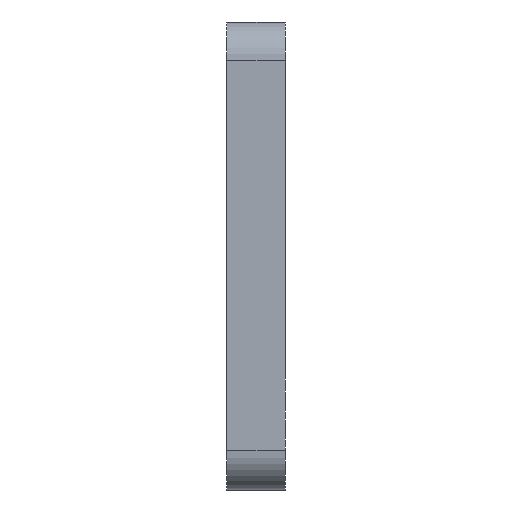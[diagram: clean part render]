
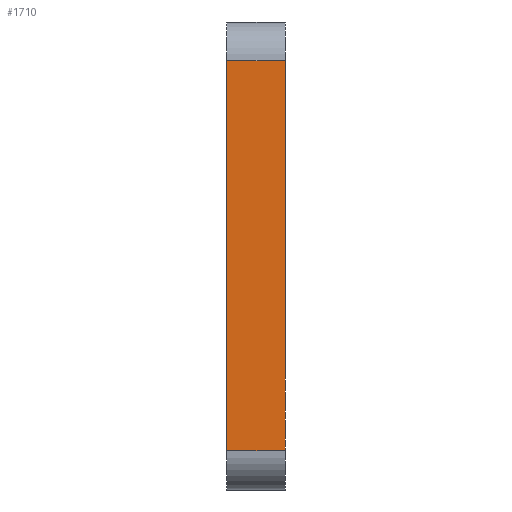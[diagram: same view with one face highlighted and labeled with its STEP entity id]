
A CAD part, left-side view. The second image highlights one B-rep face of the part: STEP entity #1710.
In plain terms, the highlighted planar face has unit normal (-1, 0, 0).
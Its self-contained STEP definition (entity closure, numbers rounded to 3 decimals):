
#151 = DIRECTION ( 'NONE',  ( 0., 1., 0. ) ) ;
#165 = CARTESIAN_POINT ( 'NONE',  ( 0., 1.5, 12. ) ) ;
#259 = AXIS2_PLACEMENT_3D ( 'NONE', #2225, #2400, #1285 ) ;
#306 = ORIENTED_EDGE ( 'NONE', *, *, #499, .F. ) ;
#357 = VECTOR ( 'NONE', #755, 1000. ) ;
#424 = VECTOR ( 'NONE', #151, 1000. ) ;
#425 = FACE_OUTER_BOUND ( 'NONE', #965, .T. ) ;
#499 = EDGE_CURVE ( 'NONE', #1411, #2424, #1439, .T. ) ;
#552 = LINE ( 'NONE', #1103, #424 ) ;
#608 = ORIENTED_EDGE ( 'NONE', *, *, #1286, .F. ) ;
#690 = CARTESIAN_POINT ( 'NONE',  ( 0., 1.5, -10. ) ) ;
#755 = DIRECTION ( 'NONE',  ( 0., 0., -1. ) ) ;
#774 = VECTOR ( 'NONE', #1614, 1000. ) ;
#841 = CARTESIAN_POINT ( 'NONE',  ( 0., 0., -10. ) ) ;
#857 = CARTESIAN_POINT ( 'NONE',  ( 0., -1.5, -10. ) ) ;
#893 = PLANE ( 'NONE',  #259 ) ;
#942 = CARTESIAN_POINT ( 'NONE',  ( 0., -1.5, 12. ) ) ;
#965 = EDGE_LOOP ( 'NONE', ( #608, #1429, #306, #2347 ) ) ;
#1103 = CARTESIAN_POINT ( 'NONE',  ( 0., 0., 10. ) ) ;
#1193 = CARTESIAN_POINT ( 'NONE',  ( 0., -1.5, 10. ) ) ;
#1197 = EDGE_CURVE ( 'NONE', #1411, #1960, #552, .T. ) ;
#1285 = DIRECTION ( 'NONE',  ( 0., 0., -1. ) ) ;
#1286 = EDGE_CURVE ( 'NONE', #1652, #1960, #1448, .T. ) ;
#1411 = VERTEX_POINT ( 'NONE', #1193 ) ;
#1429 = ORIENTED_EDGE ( 'NONE', *, *, #2265, .T. ) ;
#1439 = LINE ( 'NONE', #942, #357 ) ;
#1448 = LINE ( 'NONE', #165, #1834 ) ;
#1512 = DIRECTION ( 'NONE',  ( 0., 0., 1. ) ) ;
#1614 = DIRECTION ( 'NONE',  ( 0., -1., 0. ) ) ;
#1652 = VERTEX_POINT ( 'NONE', #690 ) ;
#1710 = ADVANCED_FACE ( 'NONE', ( #425 ), #893, .F. ) ;
#1830 = CARTESIAN_POINT ( 'NONE',  ( 0., 1.5, 10. ) ) ;
#1834 = VECTOR ( 'NONE', #1512, 1000. ) ;
#1960 = VERTEX_POINT ( 'NONE', #1830 ) ;
#2225 = CARTESIAN_POINT ( 'NONE',  ( 0., 0., 0. ) ) ;
#2265 = EDGE_CURVE ( 'NONE', #1652, #2424, #2285, .T. ) ;
#2285 = LINE ( 'NONE', #841, #774 ) ;
#2347 = ORIENTED_EDGE ( 'NONE', *, *, #1197, .T. ) ;
#2400 = DIRECTION ( 'NONE',  ( 1., 0., 0. ) ) ;
#2424 = VERTEX_POINT ( 'NONE', #857 ) ;
